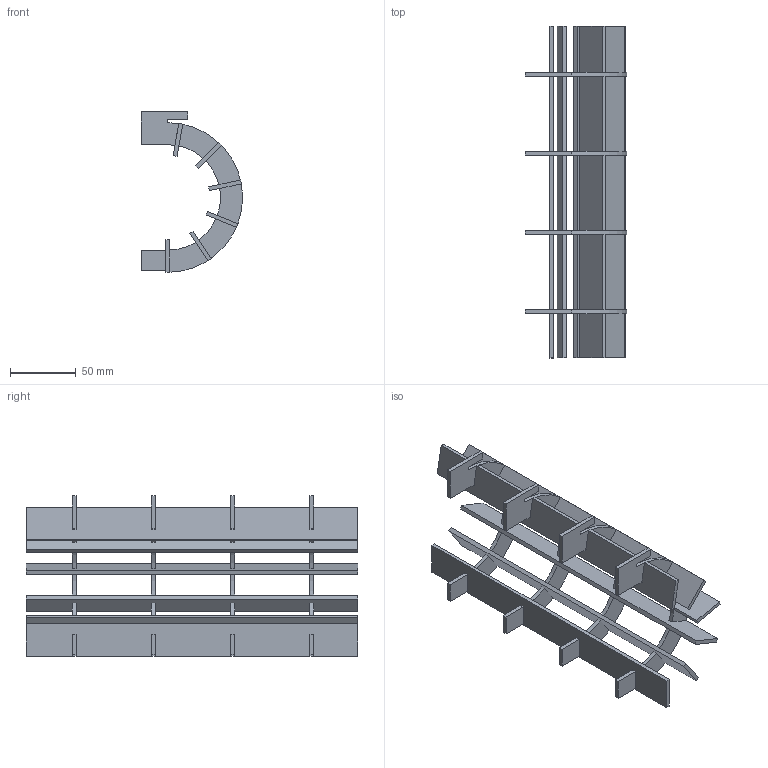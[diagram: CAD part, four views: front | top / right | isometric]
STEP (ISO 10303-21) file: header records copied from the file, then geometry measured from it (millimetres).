
FILE_DESCRIPTION(/* description */ (''),/* implementation_level */ '2;1');
FILE_NAME(/* name */ 'bending rig v7.step',/* time_stamp */ '2021-02-01T23:06:52+01:00',/* author */ (''),/* organization */ (''),/* preprocessor_version */ 'ST-DEVELOPER v18.1',/* originating_system */ 'Autodesk Translation Framework v9.7.1.1290',/* authorisation */ '');
FILE_SCHEMA (('AUTOMOTIVE_DESIGN { 1 0 10303 214 3 1 1 }'));
Length unit declared in the file: millimetre
Products named in the file (1): bending rig
Bounding box: 76.73 x 251.52 x 121.76 mm (x, y, z)
Volume: 149803.8 mm3; surface area: 117794 mm2
Topology: 10 solids, 10 shells, 188 faces, 504 edges, 336 vertices
Faces by surface type: plane 180, cylinder 8
Entity records: 5788 total; most frequent: CARTESIAN_POINT 1029, ORIENTED_EDGE 1008, DIRECTION 898, EDGE_CURVE 504, LINE 488, VECTOR 488, VERTEX_POINT 336, AXIS2_PLACEMENT_3D 205
